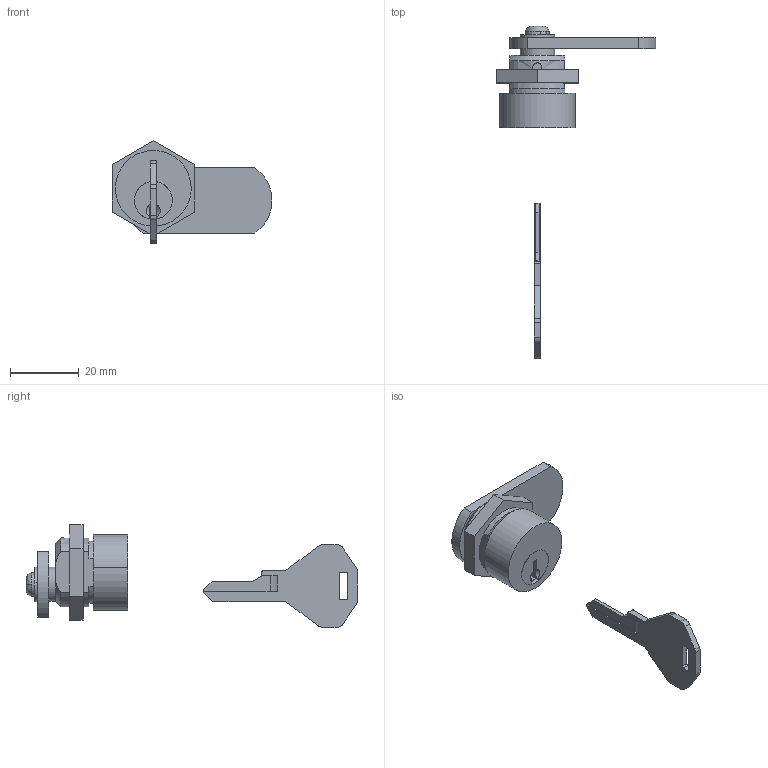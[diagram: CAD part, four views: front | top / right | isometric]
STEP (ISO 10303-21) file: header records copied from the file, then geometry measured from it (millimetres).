
FILE_DESCRIPTION((''),'2;1');
FILE_NAME('','2005-07-15T14:03:38',(''),(''),'','CADfix','');
FILE_SCHEMA(('AUTOMOTIVE_DESIGN'));
Length unit declared in the file: millimetre
Products named in the file (6): screw; nut; lock; key; cam; TL_123_002_12387_36
Assembly tree (5 placements, depth 2):
  TL_123_002_12387_36
    screw
    nut
    lock
    key
    cam
Bounding box: 46.48 x 96.5 x 29.84 mm (x, y, z)
Volume: 10761.9 mm3; surface area: 8068.4 mm2
Topology: 5 solids, 5 shells, 143 faces, 417 edges, 285 vertices
Faces by surface type: bspline 143
Entity records: 4988 total; most frequent: CARTESIAN_POINT 2491, ORIENTED_EDGE 830, EDGE_CURVE 415, VERTEX_POINT 284, QUASI_UNIFORM_CURVE 243, EDGE_LOOP 153, FACE_OUTER_BOUND 142, ADVANCED_FACE 142
